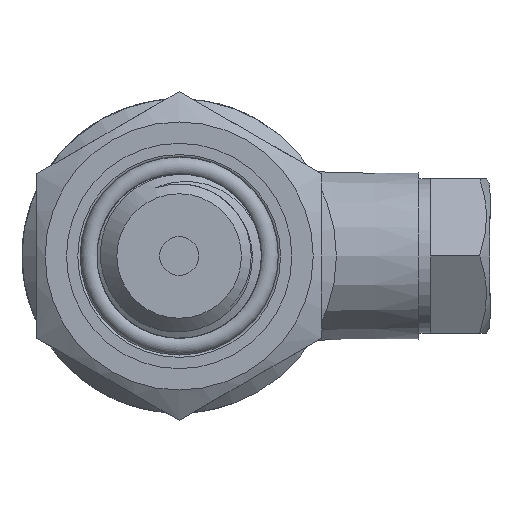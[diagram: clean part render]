
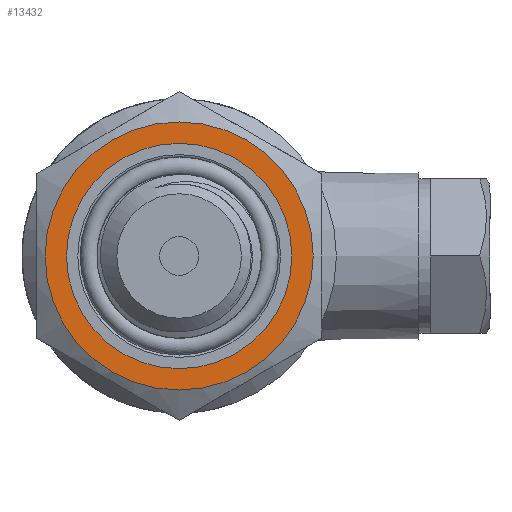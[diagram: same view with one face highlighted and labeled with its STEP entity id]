
A CAD part, left-side view. The second image highlights one B-rep face of the part: STEP entity #13432.
In plain terms, the highlighted planar face has unit normal (-1, 0, 0).
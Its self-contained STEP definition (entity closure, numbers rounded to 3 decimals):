
#1199=FACE_BOUND('',#4047,.T.);
#3251=FACE_OUTER_BOUND('',#4046,.T.);
#4046=EDGE_LOOP('',(#9112));
#4047=EDGE_LOOP('',(#9113));
#4890=CIRCLE('',#14303,11.3);
#4891=CIRCLE('',#14304,9.5);
#5459=VERTEX_POINT('',#19739);
#5460=VERTEX_POINT('',#19741);
#6917=EDGE_CURVE('',#5459,#5459,#4890,.T.);
#6918=EDGE_CURVE('',#5460,#5460,#4891,.T.);
#9112=ORIENTED_EDGE('',*,*,#6917,.T.);
#9113=ORIENTED_EDGE('',*,*,#6918,.T.);
#13254=PLANE('',#14302);
#13432=ADVANCED_FACE('',(#3251,#1199),#13254,.T.);
#14302=AXIS2_PLACEMENT_3D('',#19738,#15387,#15388);
#14303=AXIS2_PLACEMENT_3D('',#19740,#15389,#15390);
#14304=AXIS2_PLACEMENT_3D('',#19742,#15391,#15392);
#15387=DIRECTION('center_axis',(-1.,0.,0.));
#15388=DIRECTION('ref_axis',(0.,0.,1.));
#15389=DIRECTION('center_axis',(-1.,0.,0.));
#15390=DIRECTION('ref_axis',(0.,1.,0.));
#15391=DIRECTION('center_axis',(1.,0.,0.));
#15392=DIRECTION('ref_axis',(0.,0.,-1.));
#19738=CARTESIAN_POINT('Origin',(14.,12.,0.));
#19739=CARTESIAN_POINT('',(14.,-11.3,0.));
#19740=CARTESIAN_POINT('Origin',(14.,0.,0.));
#19741=CARTESIAN_POINT('',(14.,-9.5,0.));
#19742=CARTESIAN_POINT('Origin',(14.,0.,0.));
